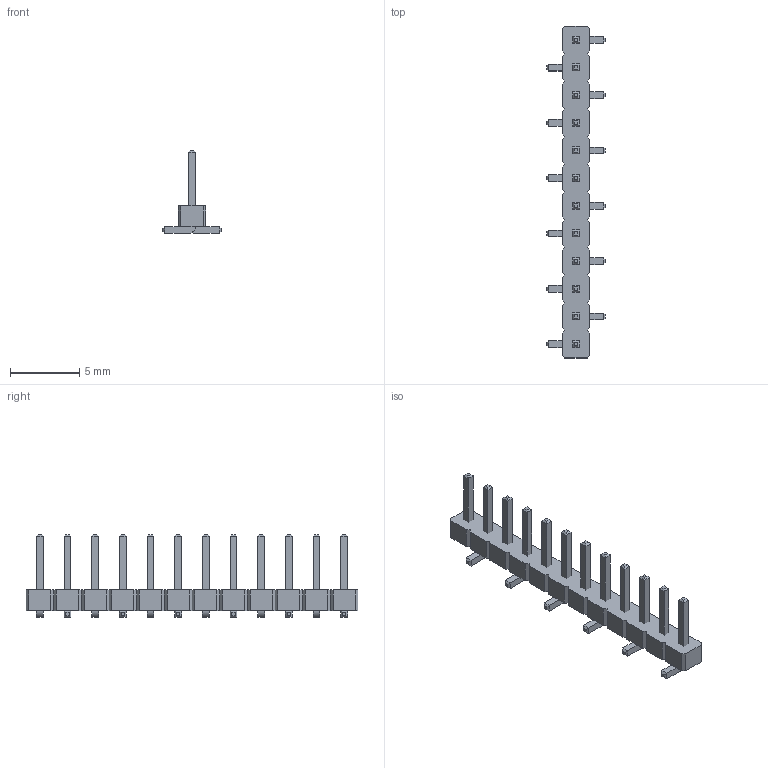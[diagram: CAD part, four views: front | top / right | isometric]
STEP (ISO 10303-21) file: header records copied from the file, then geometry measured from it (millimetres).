
FILE_DESCRIPTION(/* description */ ('model of PinHeader_1x12_P2.00mm_Vertical_SMD_Pin1Right'),/* implementation_level */ '2;1');
FILE_NAME(/* name */ 'PinHeader_1x12_P2.00mm_Vertical_SMD_Pin1Right.step',/* time_stamp */ '2018-01-24T12:11:09',/* author */ ('kicad StepUp','ksu'),/* organization */ ('FreeCAD'),/* preprocessor_version */ 'OCC',/* originating_system */ 'kicad StepUp',/* authorisation */ '');
FILE_SCHEMA(('AUTOMOTIVE_DESIGN { 1 0 10303 214 1 1 1 1 }'));
Length unit declared in the file: millimetre
Products named in the file (2): PinHeader_1x12_P200mm_Vertical_SMD_Pin1Right; Shape0_00162895451189
Bounding box: 4.2 x 24 x 6 mm (x, y, z)
Volume: 93.5 mm3; surface area: 364.5 mm2
Topology: 13 solids, 13 shells, 280 faces, 666 edges, 412 vertices
Faces by surface type: plane 268, cylinder 12
Entity records: 5099 total; most frequent: ORIENTED_EDGE 1030, CARTESIAN_POINT 775, EDGE_CURVE 666, LINE 642, VERTEX_POINT 412, AXIS2_PLACEMENT_3D 299, ADVANCED_FACE 280, FACE_BOUND 280
